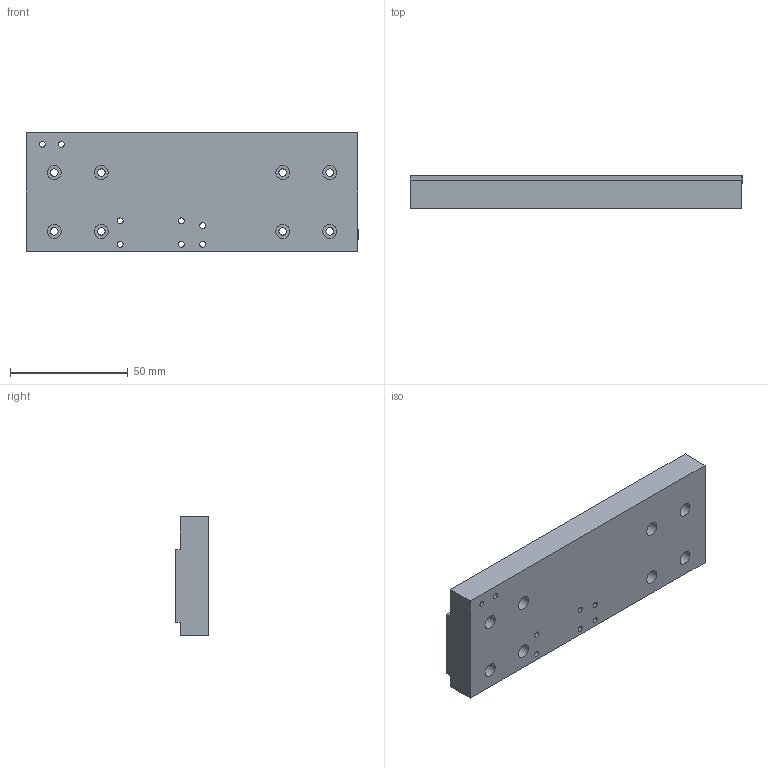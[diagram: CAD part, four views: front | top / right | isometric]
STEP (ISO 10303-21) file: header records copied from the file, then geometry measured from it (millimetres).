
FILE_DESCRIPTION( ( 'Unknown' ), '1' );
FILE_NAME( 'Support charriot.stp', 'Unknown', ( 'Unknown' ), ( 'Unknown' ), 'PSStep 16.0.42', 'Unknown', ' ' );
FILE_SCHEMA( ( 'AUTOMOTIVE_DESIGN { 1 0 10303 214 1 1 1 1 }' ) );
Length unit declared in the file: millimetre
Products named in the file (1): 1
Bounding box: 141 x 14 x 50.5 mm (x, y, z)
Volume: 91965.4 mm3; surface area: 21585.7 mm2
Topology: 1 solids, 1 shells, 42 faces, 101 edges, 69 vertices
Faces by surface type: cylinder 24, plane 18
Full cylindrical faces by diameter (mm): 2.459 x8, 3.2 x8, 6 x8
Entity records: 1504 total; most frequent: DIRECTION 206, CARTESIAN_POINT 179, ORIENTED_EDGE 144, EDGE_LOOP 106, AXIS2_PLACEMENT_3D 91, EDGE_CURVE 72, FACE_OUTER_BOUND 66, VERTEX_POINT 64
